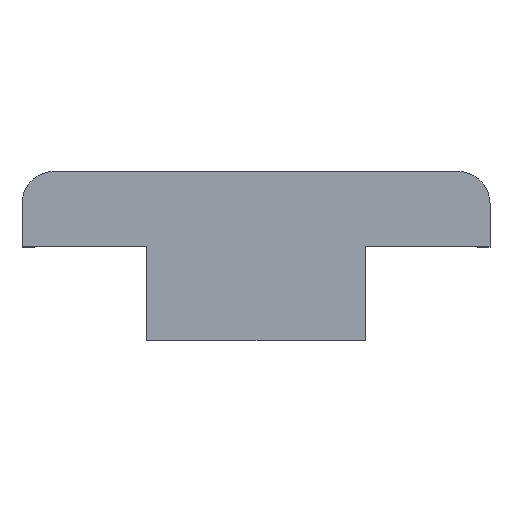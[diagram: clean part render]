
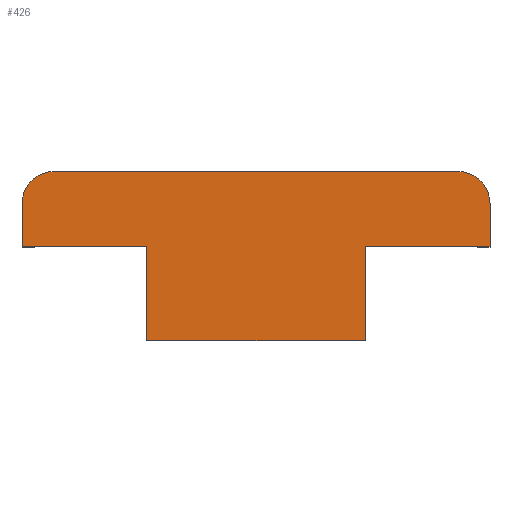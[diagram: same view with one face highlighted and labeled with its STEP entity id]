
A CAD part, top view. The second image highlights one B-rep face of the part: STEP entity #426.
In plain terms, the highlighted planar face has unit normal (0, 0, 1).
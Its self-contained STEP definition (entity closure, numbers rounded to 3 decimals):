
#25=CIRCLE('',#473,5.171);
#26=CIRCLE('',#474,5.171);
#52=FACE_OUTER_BOUND('',#76,.T.);
#76=EDGE_LOOP('',(#323,#324,#325,#326,#327,#328,#329,#330,#331,#332));
#91=LINE('',#623,#135);
#95=LINE('',#632,#139);
#99=LINE('',#639,#143);
#105=LINE('',#650,#149);
#106=LINE('',#653,#150);
#115=LINE('',#692,#159);
#116=LINE('',#695,#160);
#117=LINE('',#696,#161);
#135=VECTOR('',#497,10.);
#139=VECTOR('',#503,10.);
#143=VECTOR('',#509,10.);
#149=VECTOR('',#517,10.);
#150=VECTOR('',#520,10.);
#159=VECTOR('',#561,10.);
#160=VECTOR('',#564,10.);
#161=VECTOR('',#565,10.);
#179=VERTEX_POINT('',#621);
#180=VERTEX_POINT('',#622);
#183=VERTEX_POINT('',#630);
#184=VERTEX_POINT('',#631);
#190=VERTEX_POINT('',#648);
#191=VERTEX_POINT('',#652);
#203=VERTEX_POINT('',#688);
#204=VERTEX_POINT('',#689);
#205=VERTEX_POINT('',#691);
#206=VERTEX_POINT('',#693);
#219=EDGE_CURVE('',#179,#180,#91,.T.);
#223=EDGE_CURVE('',#183,#184,#95,.T.);
#227=EDGE_CURVE('',#180,#183,#99,.T.);
#233=EDGE_CURVE('',#179,#190,#105,.T.);
#234=EDGE_CURVE('',#191,#184,#106,.T.);
#251=EDGE_CURVE('',#203,#204,#25,.T.);
#252=EDGE_CURVE('',#204,#205,#115,.T.);
#253=EDGE_CURVE('',#205,#206,#26,.T.);
#254=EDGE_CURVE('',#206,#191,#116,.T.);
#255=EDGE_CURVE('',#190,#203,#117,.T.);
#323=ORIENTED_EDGE('',*,*,#251,.T.);
#324=ORIENTED_EDGE('',*,*,#252,.T.);
#325=ORIENTED_EDGE('',*,*,#253,.T.);
#326=ORIENTED_EDGE('',*,*,#254,.T.);
#327=ORIENTED_EDGE('',*,*,#234,.T.);
#328=ORIENTED_EDGE('',*,*,#223,.F.);
#329=ORIENTED_EDGE('',*,*,#227,.F.);
#330=ORIENTED_EDGE('',*,*,#219,.F.);
#331=ORIENTED_EDGE('',*,*,#233,.T.);
#332=ORIENTED_EDGE('',*,*,#255,.T.);
#406=PLANE('',#472);
#426=ADVANCED_FACE('',(#52),#406,.T.);
#472=AXIS2_PLACEMENT_3D('',#687,#557,#558);
#473=AXIS2_PLACEMENT_3D('',#690,#559,#560);
#474=AXIS2_PLACEMENT_3D('',#694,#562,#563);
#497=DIRECTION('',(0.,-1.,0.));
#503=DIRECTION('',(0.,1.,0.));
#509=DIRECTION('',(-1.,0.,0.));
#517=DIRECTION('',(1.,0.,0.));
#520=DIRECTION('',(1.,0.,0.));
#557=DIRECTION('center_axis',(0.,0.,1.));
#558=DIRECTION('ref_axis',(1.,0.,0.));
#559=DIRECTION('center_axis',(0.,0.,1.));
#560=DIRECTION('ref_axis',(1.,0.,0.));
#561=DIRECTION('',(-1.,0.,0.));
#562=DIRECTION('center_axis',(0.,0.,1.));
#563=DIRECTION('ref_axis',(1.,0.,0.));
#564=DIRECTION('',(0.,-1.,0.));
#565=DIRECTION('',(0.,1.,0.));
#621=CARTESIAN_POINT('',(50.,-7.,12.));
#622=CARTESIAN_POINT('',(50.,-22.,12.));
#623=CARTESIAN_POINT('',(50.,-7.,12.));
#630=CARTESIAN_POINT('',(15.,-22.,12.));
#631=CARTESIAN_POINT('',(15.,-7.,12.));
#632=CARTESIAN_POINT('',(15.,-22.,12.));
#639=CARTESIAN_POINT('',(50.,-22.,12.));
#648=CARTESIAN_POINT('',(70.,-7.,12.));
#650=CARTESIAN_POINT('',(-5.,-7.,12.));
#652=CARTESIAN_POINT('',(-5.,-7.,12.));
#653=CARTESIAN_POINT('',(-5.,-7.,12.));
#687=CARTESIAN_POINT('Origin',(32.5,-0.952,12.));
#688=CARTESIAN_POINT('',(70.,-0.075,12.));
#689=CARTESIAN_POINT('',(64.829,5.096,12.));
#690=CARTESIAN_POINT('Origin',(64.829,-0.075,12.));
#691=CARTESIAN_POINT('',(0.171,5.096,12.));
#692=CARTESIAN_POINT('',(70.,5.096,12.));
#693=CARTESIAN_POINT('',(-5.,-0.075,12.));
#694=CARTESIAN_POINT('Origin',(0.171,-0.075,12.));
#695=CARTESIAN_POINT('',(-5.,6.096,12.));
#696=CARTESIAN_POINT('',(70.,6.096,12.));
